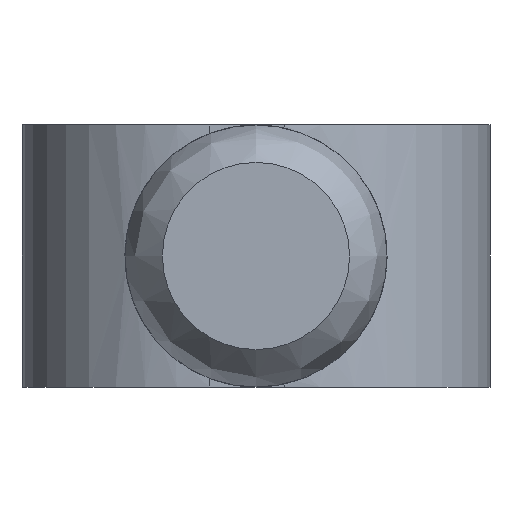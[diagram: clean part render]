
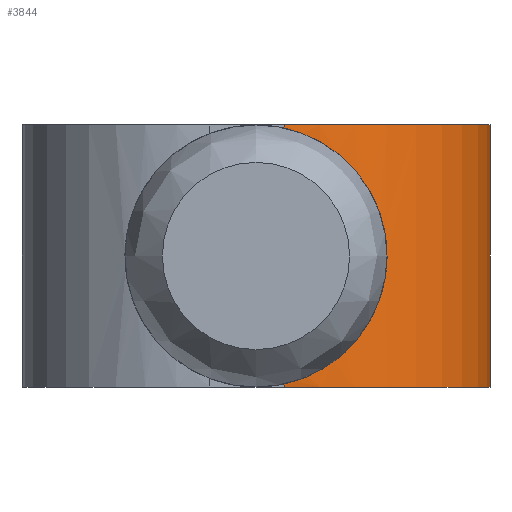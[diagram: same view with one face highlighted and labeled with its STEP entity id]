
A CAD part, left-side view. The second image highlights one B-rep face of the part: STEP entity #3844.
In plain terms, the highlighted cylindrical face has radius 11 mm (diameter 22 mm), a partial arc.
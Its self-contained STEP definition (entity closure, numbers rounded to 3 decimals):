
#23=CYLINDRICAL_SURFACE($,#3989,11.);
#89=CIRCLE($,#3977,11.);
#91=CIRCLE($,#3987,11.);
#401=FACE_OUTER_BOUND($,#640,.T.);
#640=EDGE_LOOP($,(#3440,#3441,#3442,#3443,#3444,#3445));
#962=LINE($,#7364,#1283);
#964=LINE($,#7368,#1285);
#968=LINE($,#7378,#1289);
#1283=VECTOR($,#4575,0.163);
#1285=VECTOR($,#4579,0.163);
#1289=VECTOR($,#4589,14.);
#1355=B_SPLINE_CURVE_WITH_KNOTS($,3,(#5550,#5551,#5552,#5553,#5554,#5555,
#5556,#5557,#5558,#5559,#5560,#5561,#5562,#5563,#5564,#5565,#5566,#5567,
#5568),.UNSPECIFIED.,.F.,.F.,(4,2,2,2,3,2,2,2,4),(-0.925,-0.808,
-0.543,-0.271,0.,0.271,0.543,
0.808,0.925),.UNSPECIFIED.);
#1627=VERTEX_POINT($,#5547);
#1628=VERTEX_POINT($,#5549);
#1854=VERTEX_POINT($,#7339);
#1858=VERTEX_POINT($,#7348);
#1861=VERTEX_POINT($,#7366);
#1864=VERTEX_POINT($,#7374);
#2056=EDGE_CURVE($,#1628,#1627,#1355,.T.);
#2400=EDGE_CURVE($,#1854,#1858,#89,.T.);
#2406=EDGE_CURVE($,#1628,#1858,#962,.T.);
#2408=EDGE_CURVE($,#1861,#1627,#964,.T.);
#2412=EDGE_CURVE($,#1861,#1864,#91,.T.);
#2413=EDGE_CURVE($,#1864,#1854,#968,.T.);
#3440=ORIENTED_EDGE($,*,*,#2056,.T.);
#3441=ORIENTED_EDGE($,*,*,#2408,.F.);
#3442=ORIENTED_EDGE($,*,*,#2412,.T.);
#3443=ORIENTED_EDGE($,*,*,#2413,.T.);
#3444=ORIENTED_EDGE($,*,*,#2400,.T.);
#3445=ORIENTED_EDGE($,*,*,#2406,.F.);
#3844=ADVANCED_FACE($,(#401),#23,.T.);
#3977=AXIS2_PLACEMENT_3D($,#7350,#4555,#4556);
#3987=AXIS2_PLACEMENT_3D($,#7376,#4585,#4586);
#3989=AXIS2_PLACEMENT_3D($,#7380,#4591,#4592);
#4555=DIRECTION('center_axis',(0.,0.,-1.));
#4556=DIRECTION('ref_axis',(-1.,0.,0.));
#4575=DIRECTION($,(0.,0.,1.));
#4579=DIRECTION($,(0.,0.,1.));
#4585=DIRECTION('center_axis',(0.,0.,1.));
#4586=DIRECTION('ref_axis',(-1.,0.,0.));
#4589=DIRECTION($,(0.,0.,1.));
#4591=DIRECTION('center_axis',(0.,0.,1.));
#4592=DIRECTION('ref_axis',(-1.,0.,0.));
#5547=CARTESIAN_POINT('',(-26.5,-1.5,-6.837));
#5549=CARTESIAN_POINT('',(-26.5,-1.5,6.837));
#5550=CARTESIAN_POINT('Ctrl Pts',(-26.5,-1.5,6.837));
#5551=CARTESIAN_POINT('Ctrl Pts',(-26.5,-1.897,6.75));
#5552=CARTESIAN_POINT('Ctrl Pts',(-26.478,-2.29,6.628));
#5553=CARTESIAN_POINT('Ctrl Pts',(-26.346,-3.524,6.119));
#5554=CARTESIAN_POINT('Ctrl Pts',(-26.157,-4.302,5.588));
#5555=CARTESIAN_POINT('Ctrl Pts',(-25.752,-5.542,4.366));
#5556=CARTESIAN_POINT('Ctrl Pts',(-25.507,-6.086,3.584));
#5557=CARTESIAN_POINT('Ctrl Pts',(-25.139,-6.815,1.854));
#5558=CARTESIAN_POINT('Ctrl Pts',(-25.026,-7.,0.905));
#5559=CARTESIAN_POINT('Ctrl Pts',(-25.026,-7.,0.));
#5560=CARTESIAN_POINT('Ctrl Pts',(-25.026,-7.,-0.905));
#5561=CARTESIAN_POINT('Ctrl Pts',(-25.139,-6.815,-1.854));
#5562=CARTESIAN_POINT('Ctrl Pts',(-25.507,-6.086,-3.584));
#5563=CARTESIAN_POINT('Ctrl Pts',(-25.752,-5.542,-4.366));
#5564=CARTESIAN_POINT('Ctrl Pts',(-26.157,-4.302,-5.588));
#5565=CARTESIAN_POINT('Ctrl Pts',(-26.346,-3.524,-6.119));
#5566=CARTESIAN_POINT('Ctrl Pts',(-26.478,-2.29,-6.628));
#5567=CARTESIAN_POINT('Ctrl Pts',(-26.5,-1.897,-6.75));
#5568=CARTESIAN_POINT('Ctrl Pts',(-26.5,-1.5,-6.837));
#7339=CARTESIAN_POINT('',(-15.5,-12.5,7.));
#7348=CARTESIAN_POINT('',(-26.5,-1.5,7.));
#7350=CARTESIAN_POINT('Origin',(-15.5,-1.5,7.));
#7364=CARTESIAN_POINT($,(-26.5,-1.5,0.));
#7366=CARTESIAN_POINT('',(-26.5,-1.5,-7.));
#7368=CARTESIAN_POINT($,(-26.5,-1.5,0.));
#7374=CARTESIAN_POINT('',(-15.5,-12.5,-7.));
#7376=CARTESIAN_POINT('Origin',(-15.5,-1.5,-7.));
#7378=CARTESIAN_POINT($,(-15.5,-12.5,0.));
#7380=CARTESIAN_POINT('Origin',(-15.5,-1.5,0.));
